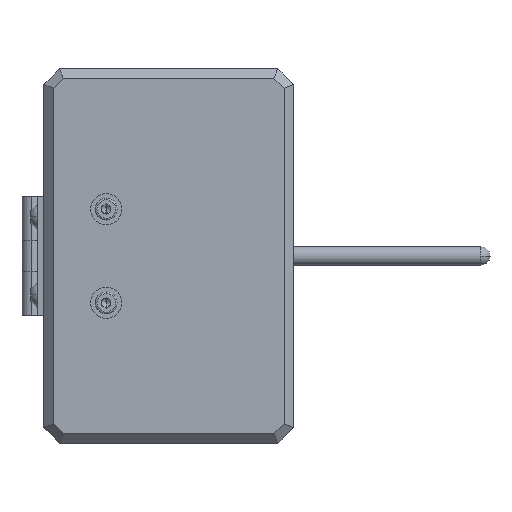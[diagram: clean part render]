
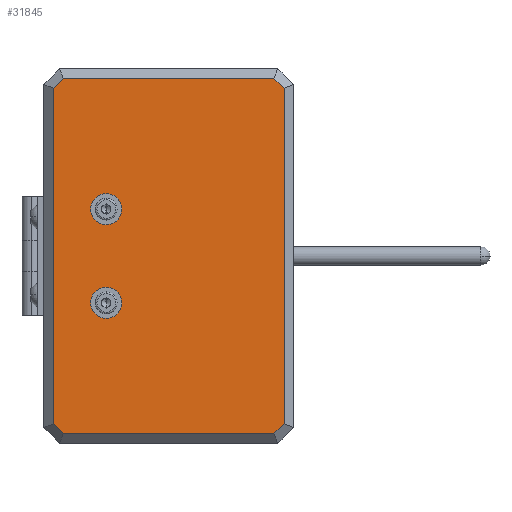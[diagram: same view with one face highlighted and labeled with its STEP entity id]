
A CAD part, front view. The second image highlights one B-rep face of the part: STEP entity #31845.
In plain terms, the highlighted planar face has unit normal (0, -1, 0).
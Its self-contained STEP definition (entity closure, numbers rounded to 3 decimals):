
#845 = PLANE ( 'NONE',  #18018 ) ;
#1244 = ORIENTED_EDGE ( 'NONE', *, *, #25963, .T. ) ;
#1328 = ORIENTED_EDGE ( 'NONE', *, *, #34599, .F. ) ;
#1343 = CARTESIAN_POINT ( 'NONE',  ( 20., 0., -10. ) ) ;
#1889 = CIRCLE ( 'NONE', #22787, 5. ) ;
#3321 = VERTEX_POINT ( 'NONE', #10673 ) ;
#3528 = CARTESIAN_POINT ( 'NONE',  ( 33.757, 0., 57. ) ) ;
#3548 = VERTEX_POINT ( 'NONE', #1343 ) ;
#3581 = FACE_BOUND ( 'NONE', #20115, .T. ) ;
#3629 = LINE ( 'NONE', #31686, #28078 ) ;
#4083 = CIRCLE ( 'NONE', #35479, 5. ) ;
#4453 = ORIENTED_EDGE ( 'NONE', *, *, #31884, .T. ) ;
#4742 = VERTEX_POINT ( 'NONE', #3528 ) ;
#4751 = EDGE_CURVE ( 'NONE', #3548, #8580, #28412, .T. ) ;
#4949 = VERTEX_POINT ( 'NONE', #35200 ) ;
#4950 = VECTOR ( 'NONE', #8504, 1000. ) ;
#6009 = VECTOR ( 'NONE', #19603, 1000. ) ;
#6491 = CARTESIAN_POINT ( 'NONE',  ( 0., 0., 0. ) ) ;
#6621 = DIRECTION ( 'NONE',  ( 0., 0., -1. ) ) ;
#7187 = VERTEX_POINT ( 'NONE', #34436 ) ;
#7244 = VERTEX_POINT ( 'NONE', #26439 ) ;
#8504 = DIRECTION ( 'NONE',  ( 0.707, 0., -0.707 ) ) ;
#8559 = CARTESIAN_POINT ( 'NONE',  ( 20., 0., -20. ) ) ;
#8580 = VERTEX_POINT ( 'NONE', #8559 ) ;
#8869 = DIRECTION ( 'NONE',  ( 0., 0., 1. ) ) ;
#9340 = AXIS2_PLACEMENT_3D ( 'NONE', #22503, #17398, #28520 ) ;
#9449 = ORIENTED_EDGE ( 'NONE', *, *, #16204, .F. ) ;
#9776 = DIRECTION ( 'NONE',  ( 0., 0., 1. ) ) ;
#10326 = LINE ( 'NONE', #26896, #35457 ) ;
#10673 = CARTESIAN_POINT ( 'NONE',  ( -33.757, 0., -57. ) ) ;
#11066 = CARTESIAN_POINT ( 'NONE',  ( 0., 0., 57. ) ) ;
#11312 = ORIENTED_EDGE ( 'NONE', *, *, #23037, .F. ) ;
#11850 = DIRECTION ( 'NONE',  ( 0.707, 0., 0.707 ) ) ;
#12254 = VECTOR ( 'NONE', #34774, 1000. ) ;
#12481 = DIRECTION ( 'NONE',  ( 0., -1., 0. ) ) ;
#12575 = CARTESIAN_POINT ( 'NONE',  ( -37., 0., 0. ) ) ;
#12748 = AXIS2_PLACEMENT_3D ( 'NONE', #31940, #12481, #6621 ) ;
#14005 = VECTOR ( 'NONE', #30534, 1000. ) ;
#14239 = ORIENTED_EDGE ( 'NONE', *, *, #21078, .T. ) ;
#14572 = CARTESIAN_POINT ( 'NONE',  ( 37., 0., 53.757 ) ) ;
#15303 = EDGE_CURVE ( 'NONE', #4742, #30338, #19244, .T. ) ;
#15495 = LINE ( 'NONE', #23863, #12254 ) ;
#16204 = EDGE_CURVE ( 'NONE', #7187, #32992, #4083, .T. ) ;
#16623 = ORIENTED_EDGE ( 'NONE', *, *, #26236, .T. ) ;
#17068 = ORIENTED_EDGE ( 'NONE', *, *, #15303, .T. ) ;
#17398 = DIRECTION ( 'NONE',  ( 0., -1., 0. ) ) ;
#17602 = CARTESIAN_POINT ( 'NONE',  ( -37., 0., -53.757 ) ) ;
#17699 = CARTESIAN_POINT ( 'NONE',  ( 0., 0., -57. ) ) ;
#17771 = DIRECTION ( 'NONE',  ( 0., 1., 0. ) ) ;
#18018 = AXIS2_PLACEMENT_3D ( 'NONE', #6491, #17771, #8869 ) ;
#19138 = CARTESIAN_POINT ( 'NONE',  ( 33.757, 0., -57. ) ) ;
#19244 = LINE ( 'NONE', #11066, #34243 ) ;
#19359 = VECTOR ( 'NONE', #20725, 1000. ) ;
#19427 = LINE ( 'NONE', #33792, #4950 ) ;
#19603 = DIRECTION ( 'NONE',  ( -0.707, 0., 0.707 ) ) ;
#20115 = EDGE_LOOP ( 'NONE', ( #11312, #27439 ) ) ;
#20217 = CARTESIAN_POINT ( 'NONE',  ( 20., 0., 15. ) ) ;
#20341 = VERTEX_POINT ( 'NONE', #19138 ) ;
#20587 = EDGE_CURVE ( 'NONE', #30338, #4949, #15495, .T. ) ;
#20725 = DIRECTION ( 'NONE',  ( 0., 0., -1. ) ) ;
#21078 = EDGE_CURVE ( 'NONE', #3321, #20341, #21943, .T. ) ;
#21808 = CARTESIAN_POINT ( 'NONE',  ( -33.757, 0., 57. ) ) ;
#21943 = LINE ( 'NONE', #17699, #14005 ) ;
#22503 = CARTESIAN_POINT ( 'NONE',  ( 20., 0., 15. ) ) ;
#22787 = AXIS2_PLACEMENT_3D ( 'NONE', #26003, #34555, #31665 ) ;
#22952 = DIRECTION ( 'NONE',  ( 0., 0., -1. ) ) ;
#23037 = EDGE_CURVE ( 'NONE', #8580, #3548, #1889, .T. ) ;
#23052 = CARTESIAN_POINT ( 'NONE',  ( 32.879, 0., 57.879 ) ) ;
#23863 = CARTESIAN_POINT ( 'NONE',  ( -37.879, 0., 52.879 ) ) ;
#24092 = EDGE_LOOP ( 'NONE', ( #17068, #24658, #1244, #29515, #14239, #34419, #4453, #16623 ) ) ;
#24658 = ORIENTED_EDGE ( 'NONE', *, *, #20587, .T. ) ;
#25027 = CIRCLE ( 'NONE', #9340, 5. ) ;
#25898 = EDGE_CURVE ( 'NONE', #20341, #7244, #3629, .T. ) ;
#25963 = EDGE_CURVE ( 'NONE', #4949, #27315, #32041, .T. ) ;
#26003 = CARTESIAN_POINT ( 'NONE',  ( 20., 0., -15. ) ) ;
#26236 = EDGE_CURVE ( 'NONE', #32910, #4742, #30731, .T. ) ;
#26439 = CARTESIAN_POINT ( 'NONE',  ( 37., 0., -53.757 ) ) ;
#26896 = CARTESIAN_POINT ( 'NONE',  ( 37., 0., 0. ) ) ;
#27080 = CARTESIAN_POINT ( 'NONE',  ( 20., 0., 10. ) ) ;
#27315 = VERTEX_POINT ( 'NONE', #17602 ) ;
#27439 = ORIENTED_EDGE ( 'NONE', *, *, #4751, .F. ) ;
#28078 = VECTOR ( 'NONE', #11850, 1000. ) ;
#28412 = CIRCLE ( 'NONE', #12748, 5. ) ;
#28520 = DIRECTION ( 'NONE',  ( 0., 0., -1. ) ) ;
#29202 = EDGE_CURVE ( 'NONE', #27315, #3321, #19427, .T. ) ;
#29357 = EDGE_LOOP ( 'NONE', ( #1328, #9449 ) ) ;
#29515 = ORIENTED_EDGE ( 'NONE', *, *, #29202, .T. ) ;
#30338 = VERTEX_POINT ( 'NONE', #21808 ) ;
#30534 = DIRECTION ( 'NONE',  ( 1., 0., 0. ) ) ;
#30731 = LINE ( 'NONE', #23052, #6009 ) ;
#31444 = FACE_OUTER_BOUND ( 'NONE', #24092, .T. ) ;
#31636 = FACE_BOUND ( 'NONE', #29357, .T. ) ;
#31665 = DIRECTION ( 'NONE',  ( 0., 0., -1. ) ) ;
#31686 = CARTESIAN_POINT ( 'NONE',  ( 37.879, 0., -52.879 ) ) ;
#31845 = ADVANCED_FACE ( 'NONE', ( #31636, #3581, #31444 ), #845, .F. ) ;
#31884 = EDGE_CURVE ( 'NONE', #7244, #32910, #10326, .T. ) ;
#31940 = CARTESIAN_POINT ( 'NONE',  ( 20., 0., -15. ) ) ;
#32041 = LINE ( 'NONE', #12575, #19359 ) ;
#32910 = VERTEX_POINT ( 'NONE', #14572 ) ;
#32918 = DIRECTION ( 'NONE',  ( -1., 0., 0. ) ) ;
#32992 = VERTEX_POINT ( 'NONE', #27080 ) ;
#33520 = DIRECTION ( 'NONE',  ( 0., -1., 0. ) ) ;
#33792 = CARTESIAN_POINT ( 'NONE',  ( -32.879, 0., -57.879 ) ) ;
#34243 = VECTOR ( 'NONE', #32918, 1000. ) ;
#34419 = ORIENTED_EDGE ( 'NONE', *, *, #25898, .T. ) ;
#34436 = CARTESIAN_POINT ( 'NONE',  ( 20., 0., 20. ) ) ;
#34555 = DIRECTION ( 'NONE',  ( 0., -1., 0. ) ) ;
#34599 = EDGE_CURVE ( 'NONE', #32992, #7187, #25027, .T. ) ;
#34774 = DIRECTION ( 'NONE',  ( -0.707, 0., -0.707 ) ) ;
#35200 = CARTESIAN_POINT ( 'NONE',  ( -37., 0., 53.757 ) ) ;
#35457 = VECTOR ( 'NONE', #9776, 1000. ) ;
#35479 = AXIS2_PLACEMENT_3D ( 'NONE', #20217, #33520, #22952 ) ;
